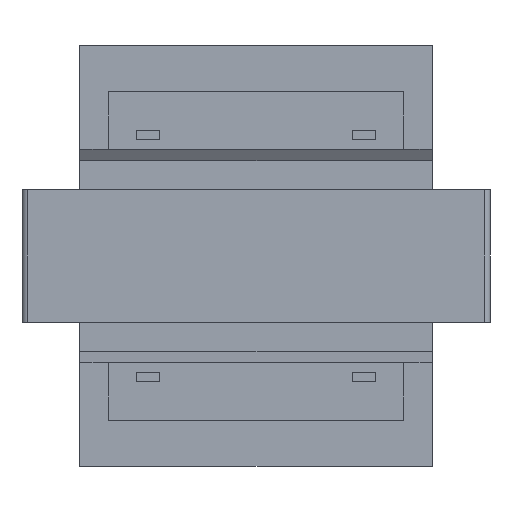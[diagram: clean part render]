
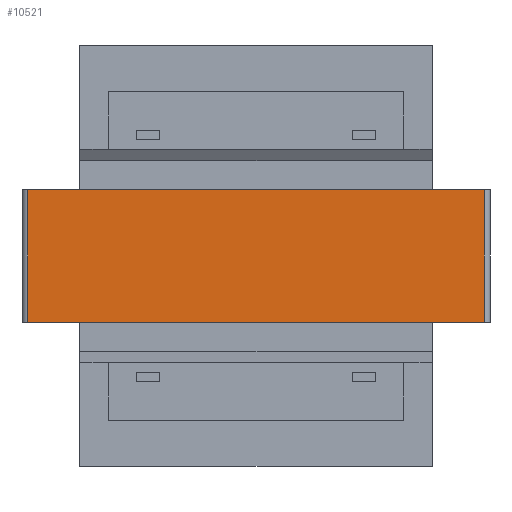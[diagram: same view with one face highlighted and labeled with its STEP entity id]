
A CAD part, front view. The second image highlights one B-rep face of the part: STEP entity #10521.
In plain terms, the highlighted planar face has unit normal (0, -1, 0).
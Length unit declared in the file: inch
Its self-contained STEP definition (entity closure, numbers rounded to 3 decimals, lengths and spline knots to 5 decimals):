
#946 = AXIS2_PLACEMENT_3D ( 'NONE', #5411, #13943, #6632 ) ;
#1050 = FACE_OUTER_BOUND ( 'NONE', #8755, .T. ) ;
#1670 = ORIENTED_EDGE ( 'NONE', *, *, #2983, .T. ) ;
#2983 = EDGE_CURVE ( 'NONE', #12077, #15642, #10121, .T. ) ;
#3128 = CARTESIAN_POINT ( 'NONE',  ( 0., 0., 0. ) ) ;
#3330 = CARTESIAN_POINT ( 'NONE',  ( 0.01, 0., 0. ) ) ;
#3638 = VECTOR ( 'NONE', #11673, 39.37008 ) ;
#3640 = CARTESIAN_POINT ( 'NONE',  ( 0.802, 0., 0. ) ) ;
#3716 = CARTESIAN_POINT ( 'NONE',  ( 0.802, 0., 0.23 ) ) ;
#4115 = CARTESIAN_POINT ( 'NONE',  ( 0., 0., 0.23 ) ) ;
#4737 = CARTESIAN_POINT ( 'NONE',  ( 0.802, 0., 0.23 ) ) ;
#4854 = LINE ( 'NONE', #12916, #7714 ) ;
#4961 = DIRECTION ( 'NONE',  ( 0., 0., 1. ) ) ;
#5112 = EDGE_CURVE ( 'NONE', #13423, #6275, #4854, .T. ) ;
#5349 = DIRECTION ( 'NONE',  ( 1., 0., 0. ) ) ;
#5411 = CARTESIAN_POINT ( 'NONE',  ( 0., 0., 0.23 ) ) ;
#6275 = VERTEX_POINT ( 'NONE', #3330 ) ;
#6583 = PLANE ( 'NONE',  #946 ) ;
#6632 = DIRECTION ( 'NONE',  ( 0., 0., 1. ) ) ;
#6906 = LINE ( 'NONE', #3128, #3638 ) ;
#7215 = EDGE_CURVE ( 'NONE', #6275, #12077, #6906, .T. ) ;
#7562 = VECTOR ( 'NONE', #5349, 39.37008 ) ;
#7714 = VECTOR ( 'NONE', #15375, 39.37008 ) ;
#8755 = EDGE_LOOP ( 'NONE', ( #13895, #1670, #15043, #9342 ) ) ;
#9342 = ORIENTED_EDGE ( 'NONE', *, *, #5112, .T. ) ;
#10121 = LINE ( 'NONE', #3716, #13364 ) ;
#10519 = EDGE_CURVE ( 'NONE', #13423, #15642, #14061, .T. ) ;
#10521 = ADVANCED_FACE ( 'NONE', ( #1050 ), #6583, .F. ) ;
#10785 = CARTESIAN_POINT ( 'NONE',  ( 0.01, 0., 0.23 ) ) ;
#11673 = DIRECTION ( 'NONE',  ( 1., 0., 0. ) ) ;
#12077 = VERTEX_POINT ( 'NONE', #3640 ) ;
#12916 = CARTESIAN_POINT ( 'NONE',  ( 0.01, 0., 0.23 ) ) ;
#13364 = VECTOR ( 'NONE', #4961, 39.37008 ) ;
#13423 = VERTEX_POINT ( 'NONE', #10785 ) ;
#13895 = ORIENTED_EDGE ( 'NONE', *, *, #7215, .T. ) ;
#13943 = DIRECTION ( 'NONE',  ( 0., 1., 0. ) ) ;
#14061 = LINE ( 'NONE', #4115, #7562 ) ;
#15043 = ORIENTED_EDGE ( 'NONE', *, *, #10519, .F. ) ;
#15375 = DIRECTION ( 'NONE',  ( 0., 0., -1. ) ) ;
#15642 = VERTEX_POINT ( 'NONE', #4737 ) ;
